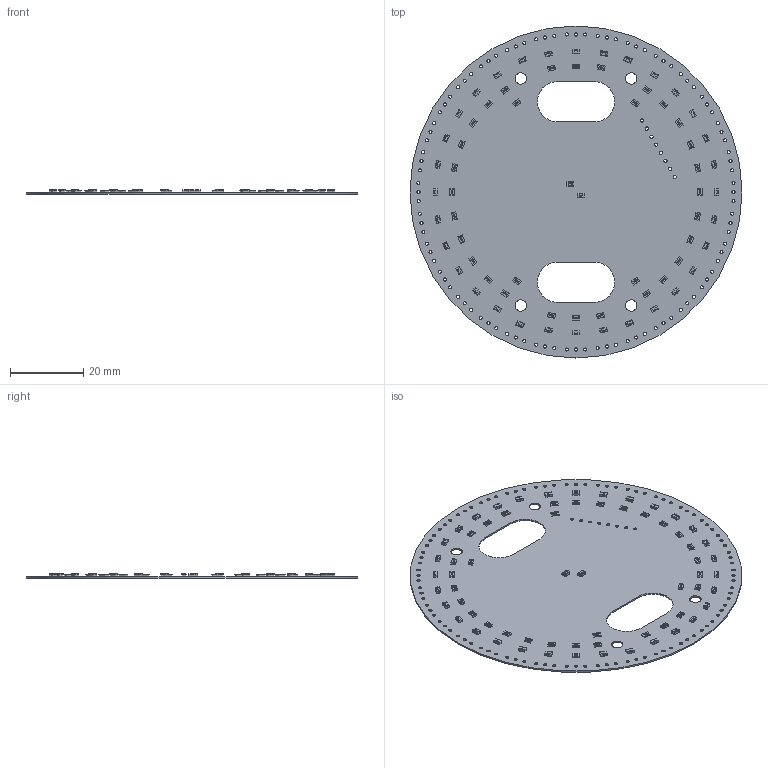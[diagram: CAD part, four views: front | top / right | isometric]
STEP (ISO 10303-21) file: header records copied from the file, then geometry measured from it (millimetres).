
FILE_DESCRIPTION(('Open CASCADE Model'),'2;1');
FILE_NAME('Open CASCADE Shape Model','2025-01-10T21:22:21',('Author'),( 'Open CASCADE'),'Open CASCADE STEP processor 6.8','Open CASCADE 6.8' ,'Unknown');
FILE_SCHEMA(('AUTOMOTIVE_DESIGN { 1 0 10303 214 1 1 1 1 }'));
Length unit declared in the file: millimetre
Products named in the file (74): PCB; Board; Open CASCADE STEP translator 6.8 1.1.1; C34; SW3dPS-0805_SMD_Capacitor; C33; R32; User_Library-R_SMD_0805; User_Library-R_SMD_0805_0805_BODY; User_Library-R_SMD_0805_0805_PAD; User_Library-R_SMD_0805_0805_OPIS; R31; R30; R29; R28; R27; R26; R25; R24; R23; R22; R21; R20; R19; R18; R17; R16; R15; R14; R13; R12; R11; R10; R9; R8; R7; R6; R5; R4; R3 ...
Assembly tree (138 placements, depth 4):
  PCB
    Board
      Open CASCADE STEP translator 6.8 1.1.1
    C34
      SW3dPS-0805_SMD_Capacitor
    C33
      SW3dPS-0805_SMD_Capacitor
    R32
      User_Library-R_SMD_0805
        User_Library-R_SMD_0805_0805_BODY
        User_Library-R_SMD_0805_0805_PAD  x2
        User_Library-R_SMD_0805_0805_OPIS
    R31
      User_Library-R_SMD_0805
        User_Library-R_SMD_0805_0805_BODY
        User_Library-R_SMD_0805_0805_PAD  x2
        User_Library-R_SMD_0805_0805_OPIS
    R30
      User_Library-R_SMD_0805
        User_Library-R_SMD_0805_0805_BODY
        User_Library-R_SMD_0805_0805_PAD  x2
        User_Library-R_SMD_0805_0805_OPIS
    R29
      User_Library-R_SMD_0805
        User_Library-R_SMD_0805_0805_BODY
        User_Library-R_SMD_0805_0805_PAD  x2
        User_Library-R_SMD_0805_0805_OPIS
    R28
      User_Library-R_SMD_0805
        User_Library-R_SMD_0805_0805_BODY
        User_Library-R_SMD_0805_0805_PAD  x2
        User_Library-R_SMD_0805_0805_OPIS
    R27
      User_Library-R_SMD_0805
        User_Library-R_SMD_0805_0805_BODY
        User_Library-R_SMD_0805_0805_PAD  x2
        User_Library-R_SMD_0805_0805_OPIS
    R26
      User_Library-R_SMD_0805
        User_Library-R_SMD_0805_0805_BODY
        User_Library-R_SMD_0805_0805_PAD  x2
        User_Library-R_SMD_0805_0805_OPIS
    R25
      User_Library-R_SMD_0805
        User_Library-R_SMD_0805_0805_BODY
        User_Library-R_SMD_0805_0805_PAD  x2
        User_Library-R_SMD_0805_0805_OPIS
    R24
      User_Library-R_SMD_0805
        User_Library-R_SMD_0805_0805_BODY
        User_Library-R_SMD_0805_0805_PAD  x2
        User_Library-R_SMD_0805_0805_OPIS
    R23
      User_Library-R_SMD_0805
        User_Library-R_SMD_0805_0805_BODY
        User_Library-R_SMD_0805_0805_PAD  x2
        User_Library-R_SMD_0805_0805_OPIS
    R22
      User_Library-R_SMD_0805
        User_Library-R_SMD_0805_0805_BODY
Bounding box: 90.63 x 90.63 x 1.19 mm (x, y, z)
Volume: 2546.1 mm3; surface area: 13018.8 mm2
Topology: 163 solids, 163 shells, 6339 faces, 15571 edges, 9746 vertices
Faces by surface type: bspline 2630, plane 2520, cylinder 917, sphere 272
Full cylindrical faces by diameter (mm): 0.85 x96, 0.9 x8, 3.1 x4, 90.626 x1
Entity records: 19694 total; most frequent: CARTESIAN_POINT 7017, ORIENTED_EDGE 2062, DIRECTION 2005, EDGE_CURVE 1031, AXIS2_PLACEMENT_3D 694, VERTEX_POINT 674, LINE 617, VECTOR 617
